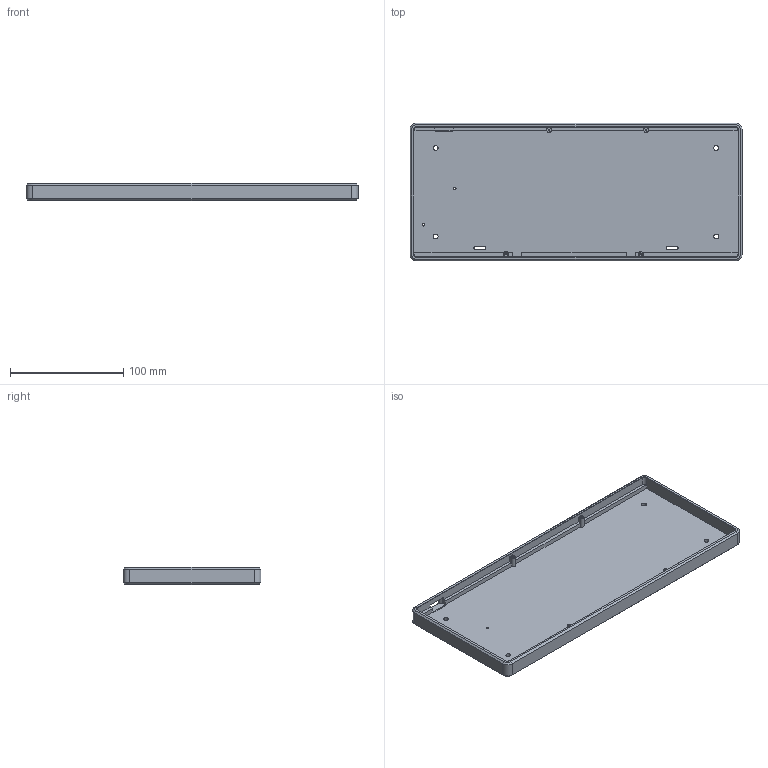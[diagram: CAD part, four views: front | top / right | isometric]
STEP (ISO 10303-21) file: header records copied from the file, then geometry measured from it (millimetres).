
FILE_DESCRIPTION(('Open CASCADE Model'),'2;1');
FILE_NAME('Open CASCADE Shape Model','2025-05-02T11:23:44',('Author'),( 'Open CASCADE'),'Open CASCADE STEP processor 7.9','Open CASCADE 7.9' ,'Unknown');
FILE_SCHEMA(('AUTOMOTIVE_DESIGN { 1 0 10303 214 1 1 1 1 }'));
Length unit declared in the file: millimetre
Products named in the file (1): Open CASCADE STEP translator 7.9 1
Bounding box: 293.15 x 121.7 x 15.1 mm (x, y, z)
Volume: 161818.4 mm3; surface area: 92682.6 mm2
Topology: 1 solids, 1 shells, 197 faces, 527 edges, 336 vertices
Faces by surface type: plane 119, cylinder 62, cone 12, torus 4
Full cylindrical faces by diameter (mm): 1.6 x4, 2.2 x2, 4.2 x4
Entity records: 13157 total; most frequent: CARTESIAN_POINT 2614, DIRECTION 1981, LINE 1119, VECTOR 1119, ORIENTED_EDGE 1054, PCURVE 1054, DEFINITIONAL_REPRESENTATION 1054, EDGE_CURVE 527
